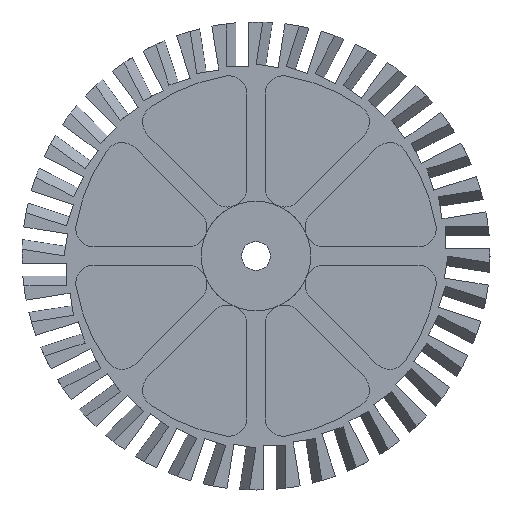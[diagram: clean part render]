
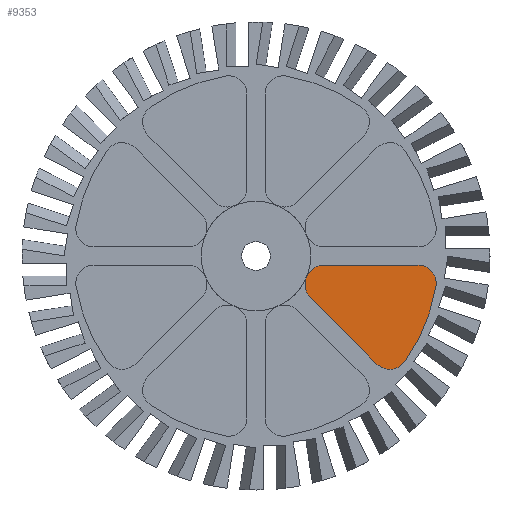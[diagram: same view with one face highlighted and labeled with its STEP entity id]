
A CAD part, front view. The second image highlights one B-rep face of the part: STEP entity #9353.
In plain terms, the highlighted planar face has unit normal (0, -1, 0).
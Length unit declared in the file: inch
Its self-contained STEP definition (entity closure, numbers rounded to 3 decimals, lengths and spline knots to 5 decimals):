
#206 = EDGE_CURVE ( 'NONE', #6332, #12396, #7858, .T. ) ;
#497 = AXIS2_PLACEMENT_3D ( 'NONE', #14023, #3290, #6475 ) ;
#538 = CARTESIAN_POINT ( 'NONE',  ( 1.8339, 0.0875, -1.55357 ) ) ;
#654 = VERTEX_POINT ( 'NONE', #5263 ) ;
#719 = CIRCLE ( 'NONE', #497, 0.25 ) ;
#834 = CARTESIAN_POINT ( 'NONE',  ( 1.8339, 0.0875, -1.30357 ) ) ;
#1482 = EDGE_CURVE ( 'NONE', #654, #4865, #8834, .T. ) ;
#1847 = EDGE_CURVE ( 'NONE', #10237, #10997, #6244, .T. ) ;
#1947 = CARTESIAN_POINT ( 'NONE',  ( 0.92067, 0.0875, -0.39034 ) ) ;
#2110 = VERTEX_POINT ( 'NONE', #6898 ) ;
#2455 = DIRECTION ( 'NONE',  ( 1., 0., 0. ) ) ;
#2651 = ORIENTED_EDGE ( 'NONE', *, *, #10484, .F. ) ;
#2700 = AXIS2_PLACEMENT_3D ( 'NONE', #834, #5146, #13679 ) ;
#2763 = AXIS2_PLACEMENT_3D ( 'NONE', #12541, #7146, #10316 ) ;
#2907 = CARTESIAN_POINT ( 'NONE',  ( 0.74389, 0.0875, -0.56712 ) ) ;
#3290 = DIRECTION ( 'NONE',  ( 0., 1., 0. ) ) ;
#3391 = CIRCLE ( 'NONE', #12921, 0.75 ) ;
#3394 = ORIENTED_EDGE ( 'NONE', *, *, #1482, .F. ) ;
#3426 = DIRECTION ( 'NONE',  ( 0., 0., -1. ) ) ;
#4241 = AXIS2_PLACEMENT_3D ( 'NONE', #9568, #6240, #10701 ) ;
#4291 = VERTEX_POINT ( 'NONE', #9645 ) ;
#4487 = CARTESIAN_POINT ( 'NONE',  ( 0.75, 0.0875, 0. ) ) ;
#4680 = EDGE_CURVE ( 'NONE', #654, #5764, #13651, .T. ) ;
#4725 = CARTESIAN_POINT ( 'NONE',  ( 2.21853, 0.0875, -0.125 ) ) ;
#4865 = VERTEX_POINT ( 'NONE', #4725 ) ;
#5111 = CARTESIAN_POINT ( 'NONE',  ( 0., 0.0875, 0. ) ) ;
#5146 = DIRECTION ( 'NONE',  ( 0., -1., 0. ) ) ;
#5167 = EDGE_CURVE ( 'NONE', #4865, #4291, #719, .T. ) ;
#5263 = CARTESIAN_POINT ( 'NONE',  ( 0.92702, 0.0875, -0.125 ) ) ;
#5544 = PLANE ( 'NONE',  #9927 ) ;
#5708 = EDGE_LOOP ( 'NONE', ( #2651, #12302, #7630, #10231, #8326, #12213, #7774, #3394, #10241 ) ) ;
#5764 = VERTEX_POINT ( 'NONE', #10268 ) ;
#5868 = DIRECTION ( 'NONE',  ( 0., 0., -1. ) ) ;
#6240 = DIRECTION ( 'NONE',  ( 0., -1., 0. ) ) ;
#6244 = CIRCLE ( 'NONE', #6918, 0.25 ) ;
#6271 = DIRECTION ( 'NONE',  ( 0., -1., 0. ) ) ;
#6332 = VERTEX_POINT ( 'NONE', #538 ) ;
#6450 = EDGE_CURVE ( 'NONE', #10997, #2110, #11583, .T. ) ;
#6475 = DIRECTION ( 'NONE',  ( 0., 0., -1. ) ) ;
#6898 = CARTESIAN_POINT ( 'NONE',  ( 1.65713, 0.0875, -1.48035 ) ) ;
#6918 = AXIS2_PLACEMENT_3D ( 'NONE', #1947, #6271, #12948 ) ;
#7002 = DIRECTION ( 'NONE',  ( 0., -1., 0. ) ) ;
#7146 = DIRECTION ( 'NONE',  ( 0., -1., 0. ) ) ;
#7404 = VECTOR ( 'NONE', #12645, 39.37008 ) ;
#7630 = ORIENTED_EDGE ( 'NONE', *, *, #6450, .T. ) ;
#7774 = ORIENTED_EDGE ( 'NONE', *, *, #5167, .F. ) ;
#7858 = CIRCLE ( 'NONE', #8989, 0.25 ) ;
#7990 = CARTESIAN_POINT ( 'NONE',  ( 1.8339, 0.0875, -1.30357 ) ) ;
#8084 = DIRECTION ( 'NONE',  ( 0., -1., 0. ) ) ;
#8326 = ORIENTED_EDGE ( 'NONE', *, *, #206, .T. ) ;
#8834 = LINE ( 'NONE', #13308, #12369 ) ;
#8989 = AXIS2_PLACEMENT_3D ( 'NONE', #7990, #7002, #5868 ) ;
#9044 = CIRCLE ( 'NONE', #2700, 0.25 ) ;
#9294 = DIRECTION ( 'NONE',  ( 0., 0., -1. ) ) ;
#9353 = ADVANCED_FACE ( 'NONE', ( #9858 ), #5544, .T. ) ;
#9568 = CARTESIAN_POINT ( 'NONE',  ( 0., 0.0875, 0. ) ) ;
#9593 = CARTESIAN_POINT ( 'NONE',  ( 0.6905, 0.0875, -0.29276 ) ) ;
#9645 = CARTESIAN_POINT ( 'NONE',  ( 2.46503, 0.0875, -0.41667 ) ) ;
#9782 = EDGE_CURVE ( 'NONE', #2110, #6332, #9044, .T. ) ;
#9858 = FACE_OUTER_BOUND ( 'NONE', #5708, .T. ) ;
#9927 = AXIS2_PLACEMENT_3D ( 'NONE', #4487, #13153, #3426 ) ;
#10231 = ORIENTED_EDGE ( 'NONE', *, *, #9782, .T. ) ;
#10237 = VERTEX_POINT ( 'NONE', #9593 ) ;
#10241 = ORIENTED_EDGE ( 'NONE', *, *, #4680, .T. ) ;
#10268 = CARTESIAN_POINT ( 'NONE',  ( 0.69527, 0.0875, -0.28125 ) ) ;
#10316 = DIRECTION ( 'NONE',  ( 0., 0., -1. ) ) ;
#10484 = EDGE_CURVE ( 'NONE', #10237, #5764, #3391, .T. ) ;
#10701 = DIRECTION ( 'NONE',  ( 0., 0., -1. ) ) ;
#10810 = CIRCLE ( 'NONE', #4241, 2.5 ) ;
#10997 = VERTEX_POINT ( 'NONE', #2907 ) ;
#11583 = LINE ( 'NONE', #12575, #7404 ) ;
#12075 = EDGE_CURVE ( 'NONE', #12396, #4291, #10810, .T. ) ;
#12213 = ORIENTED_EDGE ( 'NONE', *, *, #12075, .T. ) ;
#12302 = ORIENTED_EDGE ( 'NONE', *, *, #1847, .T. ) ;
#12369 = VECTOR ( 'NONE', #2455, 39.37008 ) ;
#12396 = VERTEX_POINT ( 'NONE', #12545 ) ;
#12541 = CARTESIAN_POINT ( 'NONE',  ( 0.92702, 0.0875, -0.375 ) ) ;
#12545 = CARTESIAN_POINT ( 'NONE',  ( 2.03767, 0.0875, -1.44841 ) ) ;
#12575 = CARTESIAN_POINT ( 'NONE',  ( 0.46339, 0.0875, -0.28661 ) ) ;
#12645 = DIRECTION ( 'NONE',  ( 0.707, 0., -0.707 ) ) ;
#12921 = AXIS2_PLACEMENT_3D ( 'NONE', #5111, #8084, #9294 ) ;
#12948 = DIRECTION ( 'NONE',  ( 0., 0., -1. ) ) ;
#13153 = DIRECTION ( 'NONE',  ( 0., -1., 0. ) ) ;
#13308 = CARTESIAN_POINT ( 'NONE',  ( 0.75, 0.0875, -0.125 ) ) ;
#13651 = CIRCLE ( 'NONE', #2763, 0.25 ) ;
#13679 = DIRECTION ( 'NONE',  ( 0., 0., -1. ) ) ;
#14023 = CARTESIAN_POINT ( 'NONE',  ( 2.21853, 0.0875, -0.375 ) ) ;
